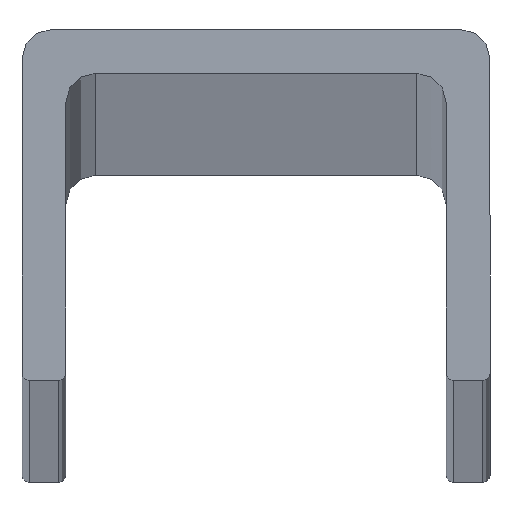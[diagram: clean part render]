
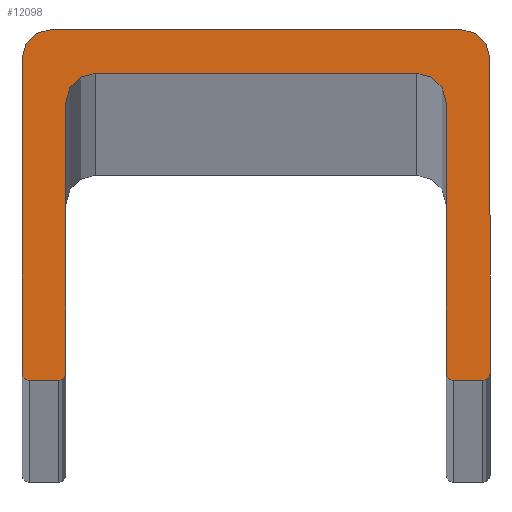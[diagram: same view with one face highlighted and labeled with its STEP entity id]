
A CAD part, top view. The second image highlights one B-rep face of the part: STEP entity #12098.
In plain terms, the highlighted planar face has unit normal (0, 0, 1).
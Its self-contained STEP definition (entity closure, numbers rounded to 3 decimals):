
#51 = CIRCLE ( 'NONE', #1703, 0.25 ) ;
#145 = DIRECTION ( 'NONE',  ( 1., 0., 0. ) ) ;
#193 = CARTESIAN_POINT ( 'NONE',  ( 5.5, -2.5, 1000. ) ) ;
#239 = LINE ( 'NONE', #5563, #8400 ) ;
#332 = CIRCLE ( 'NONE', #3112, 1. ) ;
#786 = CARTESIAN_POINT ( 'NONE',  ( -6.5, -2.5, 1000. ) ) ;
#861 = CARTESIAN_POINT ( 'NONE',  ( -5.5, -1.5, 1000. ) ) ;
#1081 = DIRECTION ( 'NONE',  ( 0., 0., 1. ) ) ;
#1248 = DIRECTION ( 'NONE',  ( 1., 0., 0. ) ) ;
#1468 = LINE ( 'NONE', #5772, #13403 ) ;
#1519 = VERTEX_POINT ( 'NONE', #8696 ) ;
#1683 = ORIENTED_EDGE ( 'NONE', *, *, #14089, .T. ) ;
#1703 = AXIS2_PLACEMENT_3D ( 'NONE', #9565, #8506, #12816 ) ;
#2054 = EDGE_CURVE ( 'NONE', #11962, #3349, #9646, .T. ) ;
#2223 = VERTEX_POINT ( 'NONE', #11244 ) ;
#2508 = DIRECTION ( 'NONE',  ( 1., 0., 0. ) ) ;
#2535 = CARTESIAN_POINT ( 'NONE',  ( 8., 0., 1000. ) ) ;
#2718 = VERTEX_POINT ( 'NONE', #6526 ) ;
#2824 = AXIS2_PLACEMENT_3D ( 'NONE', #13655, #7111, #6013 ) ;
#3112 = AXIS2_PLACEMENT_3D ( 'NONE', #7929, #8995, #2508 ) ;
#3349 = VERTEX_POINT ( 'NONE', #8435 ) ;
#3392 = CARTESIAN_POINT ( 'NONE',  ( 6.5, -2.5, 1000. ) ) ;
#3410 = CIRCLE ( 'NONE', #8058, 1. ) ;
#3553 = EDGE_CURVE ( 'NONE', #8320, #8661, #7059, .T. ) ;
#3586 = DIRECTION ( 'NONE',  ( 1., 0., 0. ) ) ;
#3670 = EDGE_LOOP ( 'NONE', ( #6800, #9168, #12044, #6456, #1683, #10791, #12154, #11308, #11441, #5738, #13628, #8329, #3865, #7691, #4878, #13843 ) ) ;
#3769 = AXIS2_PLACEMENT_3D ( 'NONE', #4376, #5468, #13109 ) ;
#3865 = ORIENTED_EDGE ( 'NONE', *, *, #12948, .T. ) ;
#3974 = CARTESIAN_POINT ( 'NONE',  ( 0., -1.5, 1000. ) ) ;
#3995 = VECTOR ( 'NONE', #5629, 1000. ) ;
#4047 = VERTEX_POINT ( 'NONE', #8234 ) ;
#4105 = VERTEX_POINT ( 'NONE', #8138 ) ;
#4376 = CARTESIAN_POINT ( 'NONE',  ( 8., -12., 1000. ) ) ;
#4453 = DIRECTION ( 'NONE',  ( 1., 0., 0. ) ) ;
#4568 = EDGE_CURVE ( 'NONE', #7436, #2718, #239, .T. ) ;
#4652 = CIRCLE ( 'NONE', #11896, 0.25 ) ;
#4678 = DIRECTION ( 'NONE',  ( 0., -1., 0. ) ) ;
#4689 = CARTESIAN_POINT ( 'NONE',  ( -6.75, -11.75, 1000. ) ) ;
#4847 = EDGE_CURVE ( 'NONE', #4105, #10560, #51, .T. ) ;
#4878 = ORIENTED_EDGE ( 'NONE', *, *, #2054, .T. ) ;
#5053 = DIRECTION ( 'NONE',  ( 0., 0., -1. ) ) ;
#5088 = EDGE_CURVE ( 'NONE', #5579, #6959, #5140, .T. ) ;
#5140 = CIRCLE ( 'NONE', #10023, 0.25 ) ;
#5468 = DIRECTION ( 'NONE',  ( 0., 0., 1. ) ) ;
#5487 = CARTESIAN_POINT ( 'NONE',  ( 6.5, -1.5, 1000. ) ) ;
#5554 = DIRECTION ( 'NONE',  ( 0., 0., 1. ) ) ;
#5558 = DIRECTION ( 'NONE',  ( 1., 0., 0. ) ) ;
#5563 = CARTESIAN_POINT ( 'NONE',  ( 6.5, -12., 1000. ) ) ;
#5579 = VERTEX_POINT ( 'NONE', #9158 ) ;
#5629 = DIRECTION ( 'NONE',  ( 0., 1., 0. ) ) ;
#5738 = ORIENTED_EDGE ( 'NONE', *, *, #4847, .T. ) ;
#5772 = CARTESIAN_POINT ( 'NONE',  ( 0., 0., 1000. ) ) ;
#5981 = CARTESIAN_POINT ( 'NONE',  ( -7., 0., 1000. ) ) ;
#6013 = DIRECTION ( 'NONE',  ( 1., 0., 0. ) ) ;
#6234 = VECTOR ( 'NONE', #7310, 1000. ) ;
#6330 = DIRECTION ( 'NONE',  ( 0., 1., 0. ) ) ;
#6456 = ORIENTED_EDGE ( 'NONE', *, *, #7872, .T. ) ;
#6515 = CIRCLE ( 'NONE', #2824, 0.25 ) ;
#6526 = CARTESIAN_POINT ( 'NONE',  ( 7.75, -12., 1000. ) ) ;
#6664 = VECTOR ( 'NONE', #6330, 1000. ) ;
#6800 = ORIENTED_EDGE ( 'NONE', *, *, #3553, .T. ) ;
#6832 = DIRECTION ( 'NONE',  ( -1., 0., 0. ) ) ;
#6885 = VECTOR ( 'NONE', #5558, 1000. ) ;
#6959 = VERTEX_POINT ( 'NONE', #10239 ) ;
#7059 = LINE ( 'NONE', #5487, #11530 ) ;
#7111 = DIRECTION ( 'NONE',  ( 0., 0., 1. ) ) ;
#7128 = VERTEX_POINT ( 'NONE', #786 ) ;
#7310 = DIRECTION ( 'NONE',  ( 1., 0., 0. ) ) ;
#7436 = VERTEX_POINT ( 'NONE', #12258 ) ;
#7617 = CARTESIAN_POINT ( 'NONE',  ( -6.5, -1.5, 1000. ) ) ;
#7691 = ORIENTED_EDGE ( 'NONE', *, *, #11352, .T. ) ;
#7738 = EDGE_CURVE ( 'NONE', #8661, #7436, #4652, .T. ) ;
#7853 = DIRECTION ( 'NONE',  ( 0., 0., -1. ) ) ;
#7872 = EDGE_CURVE ( 'NONE', #2718, #2223, #6515, .T. ) ;
#7929 = CARTESIAN_POINT ( 'NONE',  ( -7., -1., 1000. ) ) ;
#7957 = EDGE_CURVE ( 'NONE', #3349, #8320, #12999, .T. ) ;
#8002 = VERTEX_POINT ( 'NONE', #5981 ) ;
#8058 = AXIS2_PLACEMENT_3D ( 'NONE', #12125, #5554, #13199 ) ;
#8138 = CARTESIAN_POINT ( 'NONE',  ( -8., -11.75, 1000. ) ) ;
#8234 = CARTESIAN_POINT ( 'NONE',  ( 7., 0., 1000. ) ) ;
#8295 = CARTESIAN_POINT ( 'NONE',  ( -5.5, -2.5, 1000. ) ) ;
#8320 = VERTEX_POINT ( 'NONE', #3392 ) ;
#8329 = ORIENTED_EDGE ( 'NONE', *, *, #5088, .T. ) ;
#8397 = DIRECTION ( 'NONE',  ( 1., 0., 0. ) ) ;
#8400 = VECTOR ( 'NONE', #145, 1000. ) ;
#8435 = CARTESIAN_POINT ( 'NONE',  ( 5.5, -1.5, 1000. ) ) ;
#8506 = DIRECTION ( 'NONE',  ( 0., 0., 1. ) ) ;
#8661 = VERTEX_POINT ( 'NONE', #10026 ) ;
#8696 = CARTESIAN_POINT ( 'NONE',  ( 8., -1., 1000. ) ) ;
#8768 = PLANE ( 'NONE',  #3769 ) ;
#8995 = DIRECTION ( 'NONE',  ( 0., 0., 1. ) ) ;
#9127 = LINE ( 'NONE', #2535, #3995 ) ;
#9158 = CARTESIAN_POINT ( 'NONE',  ( -6.75, -12., 1000. ) ) ;
#9168 = ORIENTED_EDGE ( 'NONE', *, *, #7738, .T. ) ;
#9264 = CARTESIAN_POINT ( 'NONE',  ( -8., 0., 1000. ) ) ;
#9565 = CARTESIAN_POINT ( 'NONE',  ( -7.75, -11.75, 1000. ) ) ;
#9646 = LINE ( 'NONE', #3974, #6234 ) ;
#9674 = CARTESIAN_POINT ( 'NONE',  ( -7.75, -12., 1000. ) ) ;
#9874 = AXIS2_PLACEMENT_3D ( 'NONE', #193, #7853, #1248 ) ;
#10023 = AXIS2_PLACEMENT_3D ( 'NONE', #4689, #12346, #3586 ) ;
#10026 = CARTESIAN_POINT ( 'NONE',  ( 6.5, -11.75, 1000. ) ) ;
#10066 = LINE ( 'NONE', #9264, #13462 ) ;
#10239 = CARTESIAN_POINT ( 'NONE',  ( -6.5, -11.75, 1000. ) ) ;
#10267 = LINE ( 'NONE', #7617, #6664 ) ;
#10485 = CIRCLE ( 'NONE', #12821, 1. ) ;
#10499 = EDGE_CURVE ( 'NONE', #11034, #4105, #10066, .T. ) ;
#10560 = VERTEX_POINT ( 'NONE', #9674 ) ;
#10791 = ORIENTED_EDGE ( 'NONE', *, *, #12702, .T. ) ;
#10922 = FACE_OUTER_BOUND ( 'NONE', #3670, .T. ) ;
#11023 = EDGE_CURVE ( 'NONE', #8002, #11034, #332, .T. ) ;
#11028 = CARTESIAN_POINT ( 'NONE',  ( 6.75, -11.75, 1000. ) ) ;
#11034 = VERTEX_POINT ( 'NONE', #12031 ) ;
#11244 = CARTESIAN_POINT ( 'NONE',  ( 8., -11.75, 1000. ) ) ;
#11308 = ORIENTED_EDGE ( 'NONE', *, *, #11023, .T. ) ;
#11352 = EDGE_CURVE ( 'NONE', #7128, #11962, #10485, .T. ) ;
#11441 = ORIENTED_EDGE ( 'NONE', *, *, #10499, .T. ) ;
#11530 = VECTOR ( 'NONE', #13123, 1000. ) ;
#11896 = AXIS2_PLACEMENT_3D ( 'NONE', #11028, #1081, #4453 ) ;
#11933 = CARTESIAN_POINT ( 'NONE',  ( -6.5, -12., 1000. ) ) ;
#11962 = VERTEX_POINT ( 'NONE', #861 ) ;
#12031 = CARTESIAN_POINT ( 'NONE',  ( -8., -1., 1000. ) ) ;
#12044 = ORIENTED_EDGE ( 'NONE', *, *, #4568, .T. ) ;
#12086 = EDGE_CURVE ( 'NONE', #10560, #5579, #13375, .T. ) ;
#12098 = ADVANCED_FACE ( 'NONE', ( #10922 ), #8768, .T. ) ;
#12125 = CARTESIAN_POINT ( 'NONE',  ( 7., -1., 1000. ) ) ;
#12154 = ORIENTED_EDGE ( 'NONE', *, *, #14001, .T. ) ;
#12258 = CARTESIAN_POINT ( 'NONE',  ( 6.75, -12., 1000. ) ) ;
#12346 = DIRECTION ( 'NONE',  ( 0., 0., 1. ) ) ;
#12702 = EDGE_CURVE ( 'NONE', #1519, #4047, #3410, .T. ) ;
#12816 = DIRECTION ( 'NONE',  ( 1., 0., 0. ) ) ;
#12821 = AXIS2_PLACEMENT_3D ( 'NONE', #8295, #5053, #8397 ) ;
#12948 = EDGE_CURVE ( 'NONE', #6959, #7128, #10267, .T. ) ;
#12999 = CIRCLE ( 'NONE', #9874, 1. ) ;
#13109 = DIRECTION ( 'NONE',  ( 1., 0., 0. ) ) ;
#13123 = DIRECTION ( 'NONE',  ( 0., -1., 0. ) ) ;
#13199 = DIRECTION ( 'NONE',  ( 1., 0., 0. ) ) ;
#13375 = LINE ( 'NONE', #11933, #6885 ) ;
#13403 = VECTOR ( 'NONE', #6832, 1000. ) ;
#13462 = VECTOR ( 'NONE', #4678, 1000. ) ;
#13628 = ORIENTED_EDGE ( 'NONE', *, *, #12086, .T. ) ;
#13655 = CARTESIAN_POINT ( 'NONE',  ( 7.75, -11.75, 1000. ) ) ;
#13843 = ORIENTED_EDGE ( 'NONE', *, *, #7957, .T. ) ;
#14001 = EDGE_CURVE ( 'NONE', #4047, #8002, #1468, .T. ) ;
#14089 = EDGE_CURVE ( 'NONE', #2223, #1519, #9127, .T. ) ;
